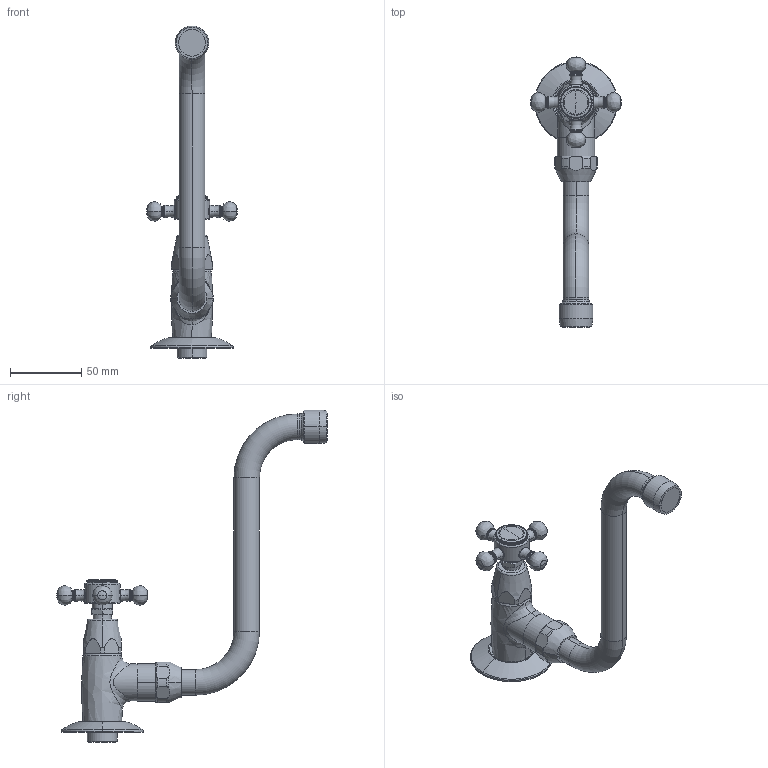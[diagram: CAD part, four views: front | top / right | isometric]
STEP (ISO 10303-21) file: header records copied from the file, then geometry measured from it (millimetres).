
FILE_DESCRIPTION((''),'2;1');
FILE_NAME('VLV200CR','2021-11-11T08:51:22',('ut3'),('PAFFONI SpA'),'CREO PARAMETRIC BY PTC INC, 2020044','CREO PARAMETRIC BY PTC INC, 2020044','');
FILE_SCHEMA(('CONFIG_CONTROL_DESIGN','SHAPE_APPEARANCE_LAYERS_GROUPS'));
Length unit declared in the file: millimetre
Products named in the file (1): VLV200CR
Bounding box: 64.07 x 190.44 x 233.8 mm (x, y, z)
Volume: 167127.6 mm3; surface area: 36237.7 mm2
Topology: 1 solids, 1 shells, 511 faces, 1368 edges, 868 vertices
Faces by surface type: plane 237, cylinder 162, torus 62, cone 24, bspline 16, sphere 10
Entity records: 22033 total; most frequent: CARTESIAN_POINT 5373, ORIENTED_EDGE 2716, DIRECTION 2578, EDGE_CURVE 1358, AXIS2_PLACEMENT_3D 993, VERTEX_POINT 868, FILL_AREA_STYLE_COLOUR 608, FILL_AREA_STYLE 608
